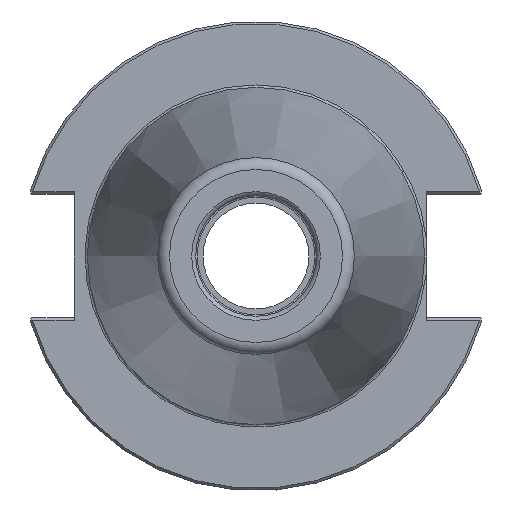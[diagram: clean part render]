
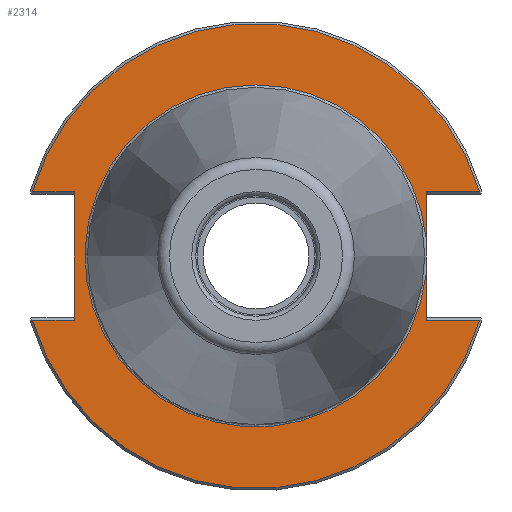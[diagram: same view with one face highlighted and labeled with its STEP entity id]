
A CAD part, left-side view. The second image highlights one B-rep face of the part: STEP entity #2314.
In plain terms, the highlighted planar face has unit normal (-1, 0, 0).
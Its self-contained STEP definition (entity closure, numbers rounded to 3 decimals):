
#108=PLANE('',#2509);
#230=FACE_OUTER_BOUND('',#358,.T.);
#358=EDGE_LOOP('',(#1658,#1659,#1660,#1661,#1662,#1663,#1664,#1665,#1666,
#1667,#1668));
#483=LINE('',#3574,#617);
#487=LINE('',#3582,#621);
#488=LINE('',#3586,#622);
#489=LINE('',#3588,#623);
#490=LINE('',#3590,#624);
#491=LINE('',#3594,#625);
#492=LINE('',#3596,#626);
#617=VECTOR('',#2879,10.);
#621=VECTOR('',#2885,10.);
#622=VECTOR('',#2888,10.);
#623=VECTOR('',#2889,10.);
#624=VECTOR('',#2890,10.);
#625=VECTOR('',#2893,10.);
#626=VECTOR('',#2894,10.);
#792=CIRCLE('',#2510,48.25);
#793=CIRCLE('',#2511,48.25);
#794=CIRCLE('',#2512,35.5);
#795=CIRCLE('',#2513,35.5);
#955=VERTEX_POINT('',#3569);
#956=VERTEX_POINT('',#3573);
#959=VERTEX_POINT('',#3581);
#960=VERTEX_POINT('',#3583);
#961=VERTEX_POINT('',#3585);
#962=VERTEX_POINT('',#3587);
#963=VERTEX_POINT('',#3589);
#964=VERTEX_POINT('',#3591);
#965=VERTEX_POINT('',#3593);
#966=VERTEX_POINT('',#3595);
#967=VERTEX_POINT('',#3597);
#1231=EDGE_CURVE('',#955,#956,#483,.T.);
#1235=EDGE_CURVE('',#959,#956,#487,.T.);
#1236=EDGE_CURVE('',#960,#955,#792,.T.);
#1237=EDGE_CURVE('',#961,#960,#488,.T.);
#1238=EDGE_CURVE('',#961,#962,#489,.T.);
#1239=EDGE_CURVE('',#963,#962,#490,.T.);
#1240=EDGE_CURVE('',#964,#963,#793,.T.);
#1241=EDGE_CURVE('',#965,#964,#491,.T.);
#1242=EDGE_CURVE('',#965,#966,#492,.T.);
#1243=EDGE_CURVE('',#966,#967,#794,.T.);
#1244=EDGE_CURVE('',#967,#959,#795,.T.);
#1658=ORIENTED_EDGE('',*,*,#1235,.T.);
#1659=ORIENTED_EDGE('',*,*,#1231,.F.);
#1660=ORIENTED_EDGE('',*,*,#1236,.F.);
#1661=ORIENTED_EDGE('',*,*,#1237,.F.);
#1662=ORIENTED_EDGE('',*,*,#1238,.T.);
#1663=ORIENTED_EDGE('',*,*,#1239,.F.);
#1664=ORIENTED_EDGE('',*,*,#1240,.F.);
#1665=ORIENTED_EDGE('',*,*,#1241,.F.);
#1666=ORIENTED_EDGE('',*,*,#1242,.T.);
#1667=ORIENTED_EDGE('',*,*,#1243,.T.);
#1668=ORIENTED_EDGE('',*,*,#1244,.T.);
#2314=ADVANCED_FACE('',(#230),#108,.T.);
#2509=AXIS2_PLACEMENT_3D('',#3580,#2883,#2884);
#2510=AXIS2_PLACEMENT_3D('',#3584,#2886,#2887);
#2511=AXIS2_PLACEMENT_3D('',#3592,#2891,#2892);
#2512=AXIS2_PLACEMENT_3D('',#3598,#2895,#2896);
#2513=AXIS2_PLACEMENT_3D('',#3599,#2897,#2898);
#2879=DIRECTION('',(0.,1.,0.));
#2883=DIRECTION('center_axis',(-1.,0.,0.));
#2884=DIRECTION('ref_axis',(0.,0.,1.));
#2885=DIRECTION('',(0.,0.,1.));
#2886=DIRECTION('center_axis',(1.,0.,0.));
#2887=DIRECTION('ref_axis',(0.,0.,-1.));
#2888=DIRECTION('',(0.,1.,0.));
#2889=DIRECTION('',(0.,0.,-1.));
#2890=DIRECTION('',(0.,-1.,0.));
#2891=DIRECTION('center_axis',(1.,0.,0.));
#2892=DIRECTION('ref_axis',(0.,0.,-1.));
#2893=DIRECTION('',(0.,-1.,0.));
#2894=DIRECTION('',(0.,0.,1.));
#2895=DIRECTION('center_axis',(1.,0.,0.));
#2896=DIRECTION('ref_axis',(0.,0.,-1.));
#2897=DIRECTION('center_axis',(1.,0.,0.));
#2898=DIRECTION('ref_axis',(0.,0.,-1.));
#3569=CARTESIAN_POINT('',(3.175,-46.373,13.325));
#3573=CARTESIAN_POINT('',(3.175,-35.3,13.325));
#3574=CARTESIAN_POINT('',(3.175,6.475,13.325));
#3580=CARTESIAN_POINT('Origin',(3.175,48.25,0.));
#3581=CARTESIAN_POINT('',(3.175,-35.3,3.762));
#3582=CARTESIAN_POINT('',(3.175,-35.3,-6.413));
#3583=CARTESIAN_POINT('',(3.175,46.373,13.325));
#3584=CARTESIAN_POINT('Origin',(3.175,0.,0.));
#3585=CARTESIAN_POINT('',(3.175,37.7,13.325));
#3586=CARTESIAN_POINT('',(3.175,61.395,13.325));
#3587=CARTESIAN_POINT('',(3.175,37.7,-13.325));
#3588=CARTESIAN_POINT('',(3.175,37.7,6.413));
#3589=CARTESIAN_POINT('',(3.175,46.373,-13.325));
#3590=CARTESIAN_POINT('',(3.175,42.975,-13.325));
#3591=CARTESIAN_POINT('',(3.175,-46.373,-13.325));
#3592=CARTESIAN_POINT('Origin',(3.175,0.,0.));
#3593=CARTESIAN_POINT('',(3.175,-35.3,-13.325));
#3594=CARTESIAN_POINT('',(3.175,-13.707,-13.325));
#3595=CARTESIAN_POINT('',(3.175,-35.3,-3.762));
#3596=CARTESIAN_POINT('',(3.175,-35.3,-6.413));
#3597=CARTESIAN_POINT('',(3.175,0.,35.5));
#3598=CARTESIAN_POINT('Origin',(3.175,0.,0.));
#3599=CARTESIAN_POINT('Origin',(3.175,0.,0.));
